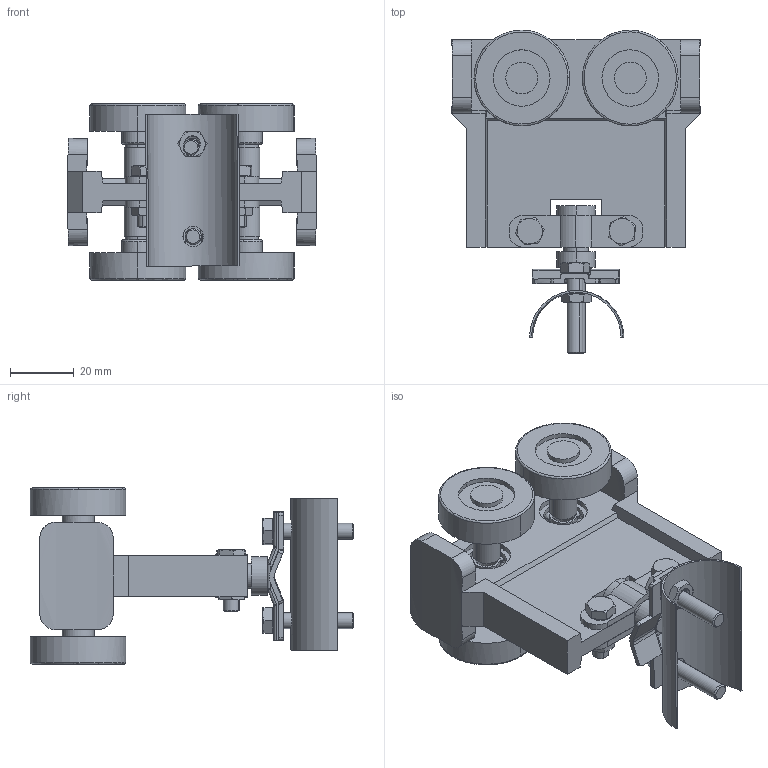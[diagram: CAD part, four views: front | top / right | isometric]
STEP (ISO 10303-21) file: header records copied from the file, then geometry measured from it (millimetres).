
FILE_DESCRIPTION (( 'STEP AP203' ), '1' );
FILE_NAME ('1.27.L00.STEP', '2018-04-12T09:23:42', ( '' ), ( '' ), 'SwSTEP 2.0', 'SolidWorks 2017', '' );
FILE_SCHEMA (( 'CONFIG_CONTROL_DESIGN' ));
Length unit declared in the file: millimetre
Products named in the file (1): 1.27.L00
Bounding box: 78 x 101.39 x 55.2 mm (x, y, z)
Volume: 74746.7 mm3; surface area: 44406.5 mm2
Topology: 41 solids, 41 shells, 721 faces, 1742 edges, 1064 vertices
Faces by surface type: plane 247, cylinder 226, cone 146, bspline 94, torus 8
Entity records: 23629 total; most frequent: CARTESIAN_POINT 7423, ORIENTED_EDGE 3364, DIRECTION 3354, EDGE_CURVE 1682, AXIS2_PLACEMENT_3D 1335, VERTEX_POINT 1064, EDGE_LOOP 798, FACE_OUTER_BOUND 721
